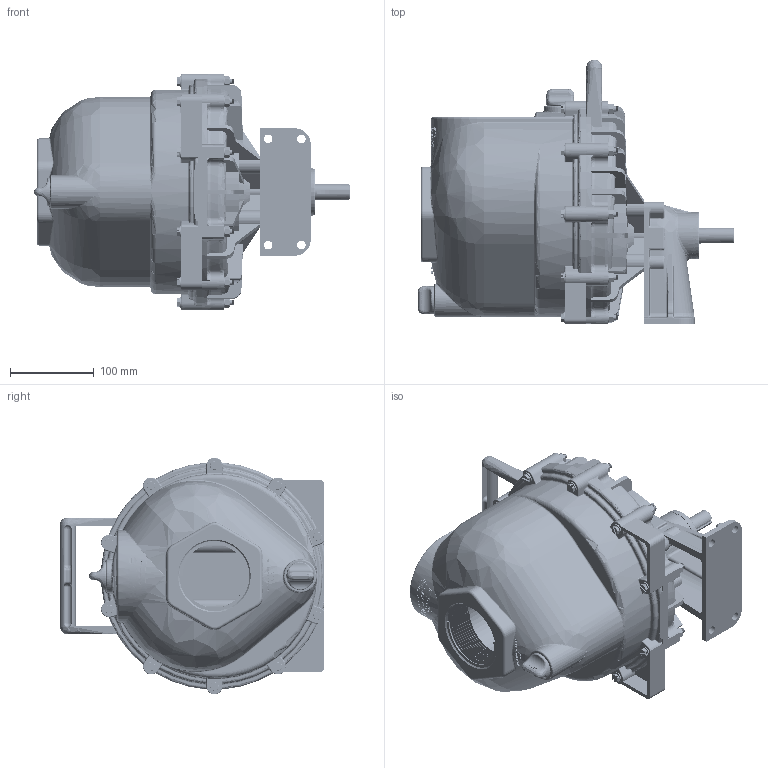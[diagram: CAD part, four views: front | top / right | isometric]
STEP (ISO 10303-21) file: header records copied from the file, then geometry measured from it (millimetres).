
FILE_DESCRIPTION(/* description */ (''),/* implementation_level */ '2;1');
FILE_NAME(/* name */ '300PB-V.stp',/* time_stamp */ '2019-08-13T10:42:07-04:00',/* author */ ('MJC'),/* organization */ (''),/* preprocessor_version */ 'ST-DEVELOPER v17.2',/* originating_system */ 'Autodesk Inventor 2019',/* authorisation */ '');
FILE_SCHEMA (('AUTOMOTIVE_DESIGN { 1 0 10303 214 3 1 1 }'));
Products named in the file (32): 300PB-V; 12703A; 13712VP; 13712X; 13777; 13778V; 13702; 12715A; 12717V; 12705V; 12900; 12725; 12719AV; 12754V; 12720; V07018; V07019; 12775A; 12902A; 12765A; 13771; 13772; 12901; 12733V; 12733V_1; 12710V; A204V; 12882A; 12882R; 12883R; 12883B; 12884
Assembly tree (71 placements, depth 3):
  300PB-V
    12703A
    13712VP
      13712X
      13777  x2
      13778V  x2
    13702
    12715A  x4
    12717V  x4
    12705V
    12900
    12725  x2
    12719AV
    12754V
    12720  x10
    V07018  x10
    V07019  x10
    12775A
    12902A
    12765A
    13771
      13772
    12901  x4
    12733V
      12733V_1
      12710V
    A204V
    12882A
      12882R
      12883R
      12883B  x2
      12884
Bounding box: 378.24 x 316.28 x 283.21 mm (x, y, z)
Volume: 3608140.3 mm3; surface area: 1317125.4 mm2
Topology: 83 solids, 216 shells, 8125 faces, 22755 edges, 14889 vertices
Faces by surface type: cylinder 2302, plane 1933, cone 1864, bspline 1174, torus 747, sphere 105
Full cylindrical faces by diameter (mm): 2.87 x2, 2.921 x2, 3.505 x14, 4.572 x1, 4.877 x8, 5.207 x2, 5.588 x7, 6.35 x430, 6.65 x26, 6.782 x5, 6.858 x20, 7.938 x4, 8.731 x4, 9.525 x2, 10.319 x4, 11.112 x4, 11.906 x4, 13.208 x10, 17.399 x1, 17.475 x4, 17.78 x2, 19.05 x10, 20.002 x2, 20.701 x4, 20.955 x1, 23.041 x7, 25.4 x1, 29.21 x1, 29.718 x2, 30.162 x1
Entity records: 251750 total; most frequent: CARTESIAN_POINT 133515, ORIENTED_EDGE 26737, DIRECTION 21392, EDGE_CURVE 13463, VERTEX_POINT 8799, AXIS2_PLACEMENT_3D 8243, EDGE_LOOP 5245, ADVANCED_FACE 4963
